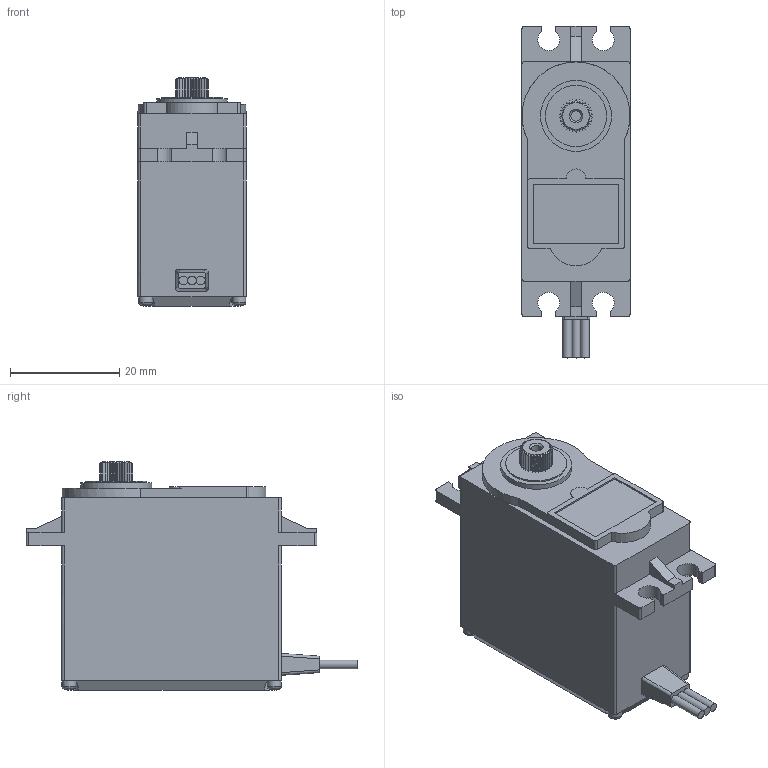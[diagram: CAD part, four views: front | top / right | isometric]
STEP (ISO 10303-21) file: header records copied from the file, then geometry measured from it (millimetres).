
FILE_DESCRIPTION((''),'2;1');
FILE_NAME('HS-645 MG.stp','2013-10-04T17:12:40',('Phil'),(''),'Autodesk Inventor 2010','Autodesk Inventor 2010','');
FILE_SCHEMA(('AUTOMOTIVE_DESIGN { 1 0 10303 214 1 1 1 1 }'));
Length unit declared in the file: millimetre
Products named in the file (1): HS-645 MG
Bounding box: 19.8 x 60.8 x 41.86 mm (x, y, z)
Volume: 30052.1 mm3; surface area: 6980.9 mm2
Topology: 1 solids, 1 shells, 276 faces, 780 edges, 513 vertices
Faces by surface type: plane 194, cylinder 72, torus 4, bspline 4, cone 2
Full cylindrical faces by diameter (mm): 1.6 x2, 1.9 x1, 2.563 x4, 11.2 x1, 13 x1
Entity records: 8897 total; most frequent: CARTESIAN_POINT 1867, ORIENTED_EDGE 1520, DIRECTION 1378, EDGE_CURVE 760, VERTEX_POINT 506, VECTOR 472, LINE 472, AXIS2_PLACEMENT_3D 453
